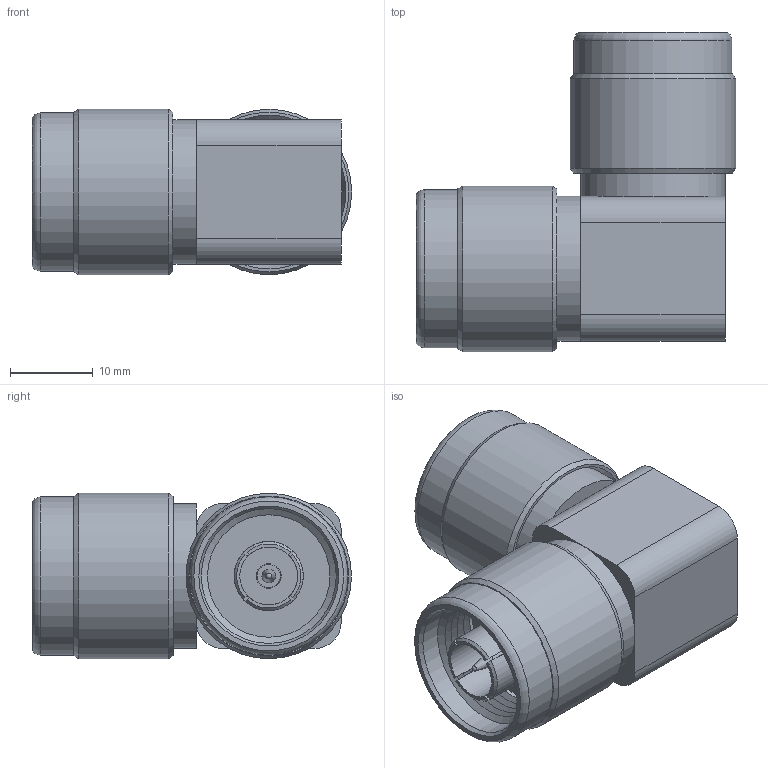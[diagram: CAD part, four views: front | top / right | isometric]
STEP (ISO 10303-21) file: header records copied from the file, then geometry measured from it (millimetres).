
FILE_DESCRIPTION (( 'STEP AP214' ), '1' );
FILE_NAME ('AXA-NMNM90.STEP', '2018-01-05T16:13:49', ( '' ), ( '' ), 'SwSTEP 2.0', 'SolidWorks 2014', '' );
FILE_SCHEMA (( 'AUTOMOTIVE_DESIGN' ));
Length unit declared in the file: inch
Products named in the file (1): AXA-NMNM90
Bounding box: 38.6 x 38.55 x 20 mm (x, y, z)
Volume: 13296.4 mm3; surface area: 8436 mm2
Topology: 3 solids, 3 shells, 126 faces, 276 edges, 172 vertices
Faces by surface type: plane 56, cone 42, cylinder 24, torus 2, sphere 2
Full cylindrical faces by diameter (mm): 1.65 x2, 3 x2, 7 x2, 8.35 x2, 16 x2, 16.3 x2, 17.5 x2, 17.6 x2, 19.1 x2, 20 x2
Entity records: 4707 total; most frequent: CARTESIAN_POINT 583, DIRECTION 574, ORIENTED_EDGE 432, AXIS2_PLACEMENT_3D 247, EDGE_CURVE 216, EDGE_LOOP 198, VERTEX_POINT 168, FACE_OUTER_BOUND 148
